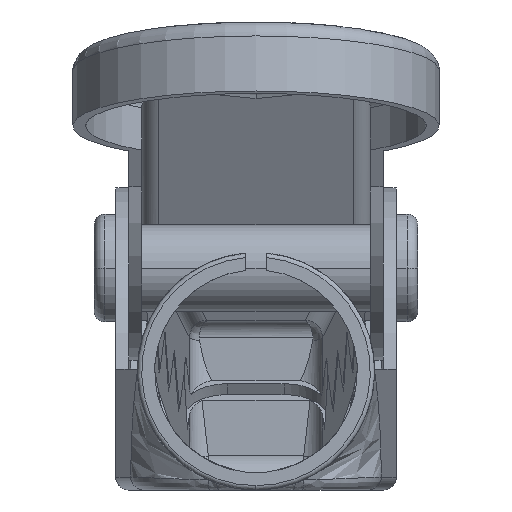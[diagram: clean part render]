
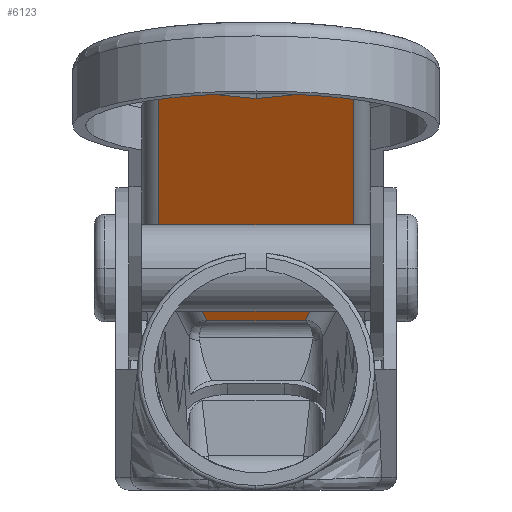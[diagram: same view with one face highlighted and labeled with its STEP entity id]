
A CAD part, left-side view. The second image highlights one B-rep face of the part: STEP entity #6123.
In plain terms, the highlighted face is planar.
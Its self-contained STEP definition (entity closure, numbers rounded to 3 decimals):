
#31 = CARTESIAN_POINT ( 'NONE',  ( -2.767, 0., 9.248 ) ) ;
#46 = CARTESIAN_POINT ( 'NONE',  ( 13.283, -2.253, 6.037 ) ) ;
#59 = DIRECTION ( 'NONE',  ( -0.981, 0., 0.196 ) ) ;
#197 = LINE ( 'NONE', #7487, #2400 ) ;
#226 = EDGE_CURVE ( 'NONE', #4684, #7267, #762, .T. ) ;
#303 = CARTESIAN_POINT ( 'NONE',  ( 1.672, 6.75, 8.36 ) ) ;
#354 = CARTESIAN_POINT ( 'NONE',  ( -9.015, 0., 10.497 ) ) ;
#386 = ORIENTED_EDGE ( 'NONE', *, *, #1263, .T. ) ;
#443 = VERTEX_POINT ( 'NONE', #354 ) ;
#546 = EDGE_CURVE ( 'NONE', #7449, #7051, #2897, .T. ) ;
#679 = CARTESIAN_POINT ( 'NONE',  ( -3.199, 2.25, 9.334 ) ) ;
#762 =( BOUNDED_CURVE ( )  B_SPLINE_CURVE ( 3, ( #1046, #7843, #4147, #6561 ),
 .UNSPECIFIED., .F., .F. ) 
 B_SPLINE_CURVE_WITH_KNOTS ( ( 4, 4 ),
 ( 4.33, 4.614 ),
 .UNSPECIFIED. ) 
 CURVE ( )  GEOMETRIC_REPRESENTATION_ITEM ( )  RATIONAL_B_SPLINE_CURVE ( ( 1., 0.993, 0.993, 1. ) ) 
 REPRESENTATION_ITEM ( '' )  );
#802 = EDGE_CURVE ( 'NONE', #7051, #4042, #5319, .T. ) ;
#1046 = CARTESIAN_POINT ( 'NONE',  ( 24.378, -1.122, 3.818 ) ) ;
#1108 = LINE ( 'NONE', #7035, #5432 ) ;
#1193 = VERTEX_POINT ( 'NONE', #1702 ) ;
#1246 = CARTESIAN_POINT ( 'NONE',  ( 24.378, 1.122, 3.818 ) ) ;
#1263 = EDGE_CURVE ( 'NONE', #6394, #7449, #197, .T. ) ;
#1479 = CIRCLE ( 'NONE', #3536, 3.186 ) ;
#1665 =( BOUNDED_CURVE ( )  B_SPLINE_CURVE ( 3, ( #4963, #2519, #4995, #1246 ),
 .UNSPECIFIED., .F., .F. ) 
 B_SPLINE_CURVE_WITH_KNOTS ( ( 4, 4 ),
 ( 1.669, 1.954 ),
 .UNSPECIFIED. ) 
 CURVE ( )  GEOMETRIC_REPRESENTATION_ITEM ( )  RATIONAL_B_SPLINE_CURVE ( ( 1., 0.993, 0.993, 1. ) ) 
 REPRESENTATION_ITEM ( '' )  );
#1702 = CARTESIAN_POINT ( 'NONE',  ( 24.297, 1.143, 3.835 ) ) ;
#1800 = CIRCLE ( 'NONE', #2885, 3.186 ) ;
#1878 = DIRECTION ( 'NONE',  ( 0.981, 0., -0.196 ) ) ;
#2017 = LINE ( 'NONE', #4665, #2981 ) ;
#2054 = FACE_BOUND ( 'NONE', #5083, .T. ) ;
#2161 = CARTESIAN_POINT ( 'NONE',  ( -5.891, 0., 9.872 ) ) ;
#2287 = DIRECTION ( 'NONE',  ( 0.976, -0.098, -0.195 ) ) ;
#2400 = VECTOR ( 'NONE', #59, 1000. ) ;
#2519 = CARTESIAN_POINT ( 'NONE',  ( 24.325, 1.14, 3.829 ) ) ;
#2777 = DIRECTION ( 'NONE',  ( -0.196, 0., -0.981 ) ) ;
#2806 = DIRECTION ( 'NONE',  ( 0., -1., 0. ) ) ;
#2885 = AXIS2_PLACEMENT_3D ( 'NONE', #4173, #5377, #7742 ) ;
#2897 = CIRCLE ( 'NONE', #7024, 3.55 ) ;
#2981 = VECTOR ( 'NONE', #2287, 1000. ) ;
#3211 = CARTESIAN_POINT ( 'NONE',  ( 24.378, 1.122, 3.818 ) ) ;
#3393 = DIRECTION ( 'NONE',  ( 0.196, 0., 0.981 ) ) ;
#3403 = LINE ( 'NONE', #46, #7613 ) ;
#3483 = VECTOR ( 'NONE', #5086, 1000. ) ;
#3536 = AXIS2_PLACEMENT_3D ( 'NONE', #2161, #2777, #5853 ) ;
#3544 = EDGE_CURVE ( 'NONE', #443, #7153, #1800, .T. ) ;
#3640 = AXIS2_PLACEMENT_3D ( 'NONE', #303, #3393, #7679 ) ;
#3678 = ORIENTED_EDGE ( 'NONE', *, *, #3544, .F. ) ;
#3873 = CARTESIAN_POINT ( 'NONE',  ( 24.297, -1.143, 3.835 ) ) ;
#4042 = VERTEX_POINT ( 'NONE', #6650 ) ;
#4147 = CARTESIAN_POINT ( 'NONE',  ( 24.325, -1.14, 3.829 ) ) ;
#4173 = CARTESIAN_POINT ( 'NONE',  ( -5.891, 0., 9.872 ) ) ;
#4572 = ORIENTED_EDGE ( 'NONE', *, *, #5504, .T. ) ;
#4639 = CARTESIAN_POINT ( 'NONE',  ( 24.378, -1.122, 3.818 ) ) ;
#4665 = CARTESIAN_POINT ( 'NONE',  ( 24.288, 1.144, 3.837 ) ) ;
#4667 = EDGE_CURVE ( 'NONE', #4042, #1193, #2017, .T. ) ;
#4674 = ORIENTED_EDGE ( 'NONE', *, *, #226, .T. ) ;
#4684 = VERTEX_POINT ( 'NONE', #4639 ) ;
#4772 = CARTESIAN_POINT ( 'NONE',  ( -3.199, -2.25, 9.334 ) ) ;
#4853 = ORIENTED_EDGE ( 'NONE', *, *, #546, .T. ) ;
#4937 = CARTESIAN_POINT ( 'NONE',  ( 13.312, -2.25, 6.032 ) ) ;
#4963 = CARTESIAN_POINT ( 'NONE',  ( 24.297, 1.143, 3.835 ) ) ;
#4995 = CARTESIAN_POINT ( 'NONE',  ( 24.352, 1.133, 3.824 ) ) ;
#5020 = ORIENTED_EDGE ( 'NONE', *, *, #7063, .T. ) ;
#5083 = EDGE_LOOP ( 'NONE', ( #7541, #3678 ) ) ;
#5086 = DIRECTION ( 'NONE',  ( 0.981, 0., -0.196 ) ) ;
#5315 = CARTESIAN_POINT ( 'NONE',  ( -5.891, 0., 9.872 ) ) ;
#5319 = LINE ( 'NONE', #5697, #3483 ) ;
#5320 = PLANE ( 'NONE',  #3640 ) ;
#5377 = DIRECTION ( 'NONE',  ( -0.196, 0., -0.981 ) ) ;
#5432 = VECTOR ( 'NONE', #2806, 1000. ) ;
#5504 = EDGE_CURVE ( 'NONE', #7267, #6394, #3403, .T. ) ;
#5520 = DIRECTION ( 'NONE',  ( -0.196, 0., -0.981 ) ) ;
#5573 = ORIENTED_EDGE ( 'NONE', *, *, #802, .T. ) ;
#5647 = EDGE_CURVE ( 'NONE', #7153, #443, #1479, .T. ) ;
#5687 = EDGE_CURVE ( 'NONE', #6610, #4684, #1108, .T. ) ;
#5697 = CARTESIAN_POINT ( 'NONE',  ( 1.672, 2.25, 8.36 ) ) ;
#5853 = DIRECTION ( 'NONE',  ( 0.981, 0., -0.196 ) ) ;
#6123 = ADVANCED_FACE ( 'NONE', ( #6171, #2054 ), #5320, .F. ) ;
#6171 = FACE_OUTER_BOUND ( 'NONE', #6519, .T. ) ;
#6394 = VERTEX_POINT ( 'NONE', #4937 ) ;
#6481 = ORIENTED_EDGE ( 'NONE', *, *, #5687, .T. ) ;
#6519 = EDGE_LOOP ( 'NONE', ( #386, #4853, #5573, #7717, #5020, #6481, #4674, #4572 ) ) ;
#6561 = CARTESIAN_POINT ( 'NONE',  ( 24.297, -1.143, 3.835 ) ) ;
#6610 = VERTEX_POINT ( 'NONE', #3211 ) ;
#6650 = CARTESIAN_POINT ( 'NONE',  ( 13.312, 2.25, 6.032 ) ) ;
#6839 = DIRECTION ( 'NONE',  ( -0.976, -0.098, 0.195 ) ) ;
#7024 = AXIS2_PLACEMENT_3D ( 'NONE', #5315, #5520, #1878 ) ;
#7035 = CARTESIAN_POINT ( 'NONE',  ( 24.378, 6.75, 3.818 ) ) ;
#7051 = VERTEX_POINT ( 'NONE', #679 ) ;
#7063 = EDGE_CURVE ( 'NONE', #1193, #6610, #1665, .T. ) ;
#7153 = VERTEX_POINT ( 'NONE', #31 ) ;
#7267 = VERTEX_POINT ( 'NONE', #3873 ) ;
#7449 = VERTEX_POINT ( 'NONE', #4772 ) ;
#7487 = CARTESIAN_POINT ( 'NONE',  ( 1.672, -2.25, 8.36 ) ) ;
#7541 = ORIENTED_EDGE ( 'NONE', *, *, #5647, .F. ) ;
#7613 = VECTOR ( 'NONE', #6839, 1000. ) ;
#7679 = DIRECTION ( 'NONE',  ( 0.981, 0., -0.196 ) ) ;
#7717 = ORIENTED_EDGE ( 'NONE', *, *, #4667, .T. ) ;
#7742 = DIRECTION ( 'NONE',  ( 0.981, 0., -0.196 ) ) ;
#7843 = CARTESIAN_POINT ( 'NONE',  ( 24.352, -1.133, 3.824 ) ) ;
